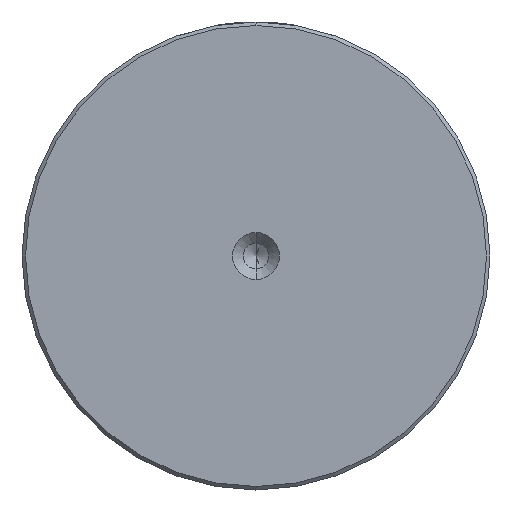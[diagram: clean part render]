
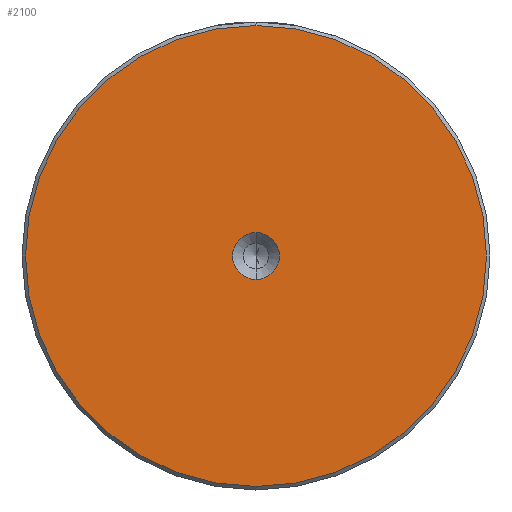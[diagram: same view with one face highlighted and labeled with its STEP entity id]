
A CAD part, left-side view. The second image highlights one B-rep face of the part: STEP entity #2100.
In plain terms, the highlighted planar face has unit normal (-1, 0, 0).
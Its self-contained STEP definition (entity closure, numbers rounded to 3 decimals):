
#28 = CIRCLE ( 'NONE', #1253, 3.3 ) ;
#30 = VERTEX_POINT ( 'NONE', #803 ) ;
#49 = VERTEX_POINT ( 'NONE', #2257 ) ;
#72 = DIRECTION ( 'NONE',  ( 0., 0., 1. ) ) ;
#107 = EDGE_CURVE ( 'NONE', #1184, #30, #2194, .T. ) ;
#217 = PLANE ( 'NONE',  #542 ) ;
#396 = ORIENTED_EDGE ( 'NONE', *, *, #1198, .F. ) ;
#491 = CARTESIAN_POINT ( 'NONE',  ( 0., 0., 0. ) ) ;
#524 = EDGE_LOOP ( 'NONE', ( #1713, #1637 ) ) ;
#542 = AXIS2_PLACEMENT_3D ( 'NONE', #2041, #2226, #1090 ) ;
#596 = CARTESIAN_POINT ( 'NONE',  ( 0., 0., 0. ) ) ;
#695 = DIRECTION ( 'NONE',  ( 0., 0., 1. ) ) ;
#711 = EDGE_LOOP ( 'NONE', ( #396, #2078 ) ) ;
#796 = DIRECTION ( 'NONE',  ( 0., 0., 1. ) ) ;
#803 = CARTESIAN_POINT ( 'NONE',  ( 0., 0., 32.5 ) ) ;
#952 = FACE_OUTER_BOUND ( 'NONE', #524, .T. ) ;
#955 = AXIS2_PLACEMENT_3D ( 'NONE', #491, #1839, #695 ) ;
#969 = CIRCLE ( 'NONE', #2192, 32.5 ) ;
#972 = EDGE_CURVE ( 'NONE', #30, #1184, #969, .T. ) ;
#1090 = DIRECTION ( 'NONE',  ( 0., 0., 1. ) ) ;
#1184 = VERTEX_POINT ( 'NONE', #1187 ) ;
#1187 = CARTESIAN_POINT ( 'NONE',  ( 0., 0., -32.5 ) ) ;
#1198 = EDGE_CURVE ( 'NONE', #2095, #49, #28, .T. ) ;
#1253 = AXIS2_PLACEMENT_3D ( 'NONE', #596, #1950, #796 ) ;
#1256 = CIRCLE ( 'NONE', #955, 3.3 ) ;
#1276 = DIRECTION ( 'NONE',  ( -1., 0., 0. ) ) ;
#1418 = EDGE_CURVE ( 'NONE', #49, #2095, #1256, .T. ) ;
#1637 = ORIENTED_EDGE ( 'NONE', *, *, #972, .T. ) ;
#1713 = ORIENTED_EDGE ( 'NONE', *, *, #107, .T. ) ;
#1717 = DIRECTION ( 'NONE',  ( 0., 0., 1. ) ) ;
#1769 = DIRECTION ( 'NONE',  ( -1., 0., 0. ) ) ;
#1814 = CARTESIAN_POINT ( 'NONE',  ( 0., 0., 0. ) ) ;
#1839 = DIRECTION ( 'NONE',  ( -1., 0., 0. ) ) ;
#1909 = AXIS2_PLACEMENT_3D ( 'NONE', #1814, #1769, #1717 ) ;
#1950 = DIRECTION ( 'NONE',  ( -1., 0., 0. ) ) ;
#2041 = CARTESIAN_POINT ( 'NONE',  ( 0., 0., 0. ) ) ;
#2078 = ORIENTED_EDGE ( 'NONE', *, *, #1418, .F. ) ;
#2095 = VERTEX_POINT ( 'NONE', #2169 ) ;
#2100 = ADVANCED_FACE ( 'NONE', ( #952, #2403 ), #217, .T. ) ;
#2169 = CARTESIAN_POINT ( 'NONE',  ( 0., 0., 3.3 ) ) ;
#2192 = AXIS2_PLACEMENT_3D ( 'NONE', #2413, #1276, #72 ) ;
#2194 = CIRCLE ( 'NONE', #1909, 32.5 ) ;
#2226 = DIRECTION ( 'NONE',  ( -1., 0., 0. ) ) ;
#2257 = CARTESIAN_POINT ( 'NONE',  ( 0., 0., -3.3 ) ) ;
#2403 = FACE_BOUND ( 'NONE', #711, .T. ) ;
#2413 = CARTESIAN_POINT ( 'NONE',  ( 0., 0., 0. ) ) ;
